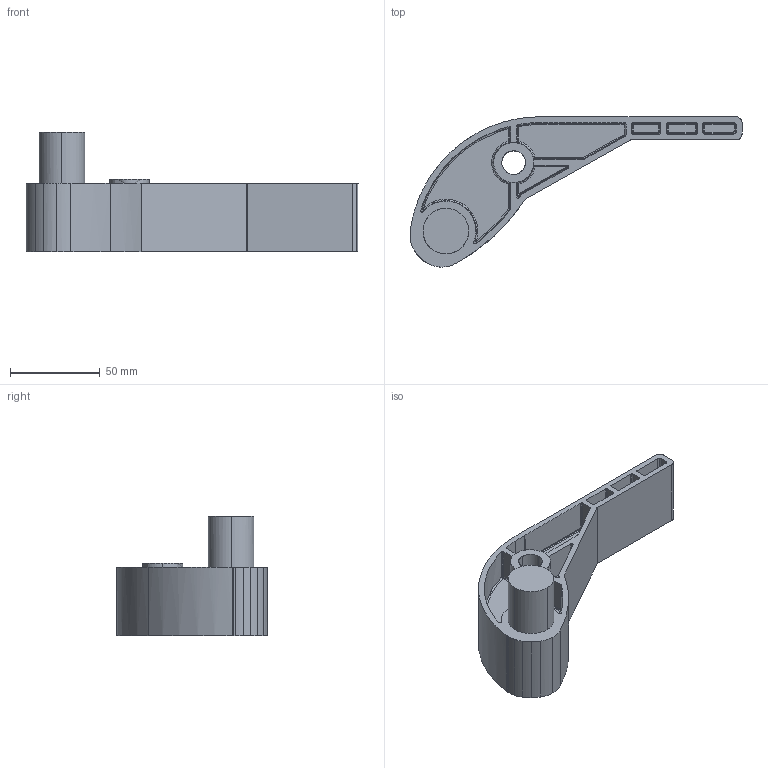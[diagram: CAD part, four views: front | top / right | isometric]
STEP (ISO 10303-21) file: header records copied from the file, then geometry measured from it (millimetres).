
FILE_DESCRIPTION(('CATIA V5 STEP Exchange'),'2;1');
FILE_NAME('mfc DE1015 FLIPPER ASSY.stp','2018-08-10T11:34:27+00:00',('none'),('none'),'CATIA Version 5-6 Release 2016 SP3 HF21','CATIA V5 STEP AP203','none');
FILE_SCHEMA(('CONFIG_CONTROL_DESIGN'));
Length unit declared in the file: inch
Products named in the file (1): Body0
Bounding box: 184.66 x 83.52 x 66.68 mm (x, y, z)
Surface area: 58283.8 mm2 (no closed solid volume)
Topology: 0 solids, 2 shells, 519 faces, 1756 edges, 1243 vertices
Faces by surface type: cylinder 222, sphere 114, bspline 82, plane 71, cone 26, torus 4
Entity records: 23750 total; most frequent: CARTESIAN_POINT 10692, ORIENTED_EDGE 3492, EDGE_CURVE 1746, DIRECTION 1571, VERTEX_POINT 1243, B_SPLINE_CURVE_WITH_KNOTS 1029, AXIS2_PLACEMENT_3D 658, EDGE_LOOP 533
